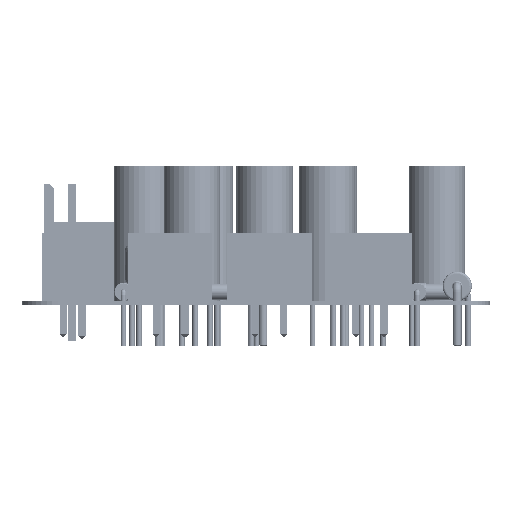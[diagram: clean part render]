
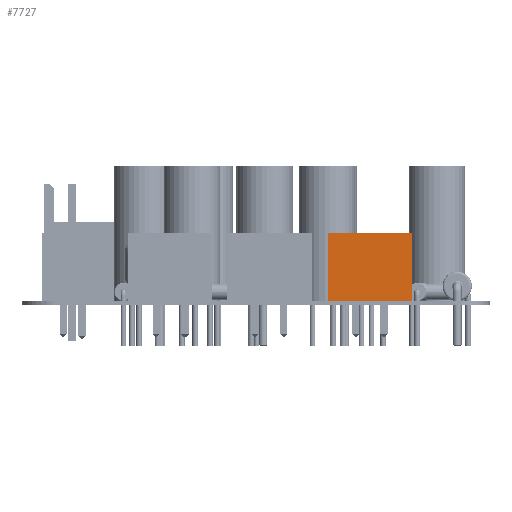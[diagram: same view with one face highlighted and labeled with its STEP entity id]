
A CAD part, left-side view. The second image highlights one B-rep face of the part: STEP entity #7727.
In plain terms, the highlighted face is planar.
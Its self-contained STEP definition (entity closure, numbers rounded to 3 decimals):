
#7566 = VERTEX_POINT('',#7567);
#7567 = CARTESIAN_POINT('',(-2.5,1.9,0.));
#7573 = EDGE_CURVE('',#7566,#7574,#7576,.T.);
#7574 = VERTEX_POINT('',#7575);
#7575 = CARTESIAN_POINT('',(-2.5,1.9,6.));
#7576 = LINE('',#7577,#7578);
#7577 = CARTESIAN_POINT('',(-2.5,1.9,0.));
#7578 = VECTOR('',#7579,1.);
#7579 = DIRECTION('',(0.,0.,1.));
#7650 = EDGE_CURVE('',#7574,#7651,#7653,.T.);
#7651 = VERTEX_POINT('',#7652);
#7652 = CARTESIAN_POINT('',(5.,1.9,6.));
#7653 = LINE('',#7654,#7655);
#7654 = CARTESIAN_POINT('',(-2.5,1.9,6.));
#7655 = VECTOR('',#7656,1.);
#7656 = DIRECTION('',(1.,0.,0.));
#7727 = ADVANCED_FACE('',(#7728),#7746,.T.);
#7728 = FACE_BOUND('',#7729,.T.);
#7729 = EDGE_LOOP('',(#7730,#7738,#7739,#7740));
#7730 = ORIENTED_EDGE('',*,*,#7731,.F.);
#7731 = EDGE_CURVE('',#7566,#7732,#7734,.T.);
#7732 = VERTEX_POINT('',#7733);
#7733 = CARTESIAN_POINT('',(5.,1.9,0.));
#7734 = LINE('',#7735,#7736);
#7735 = CARTESIAN_POINT('',(-2.5,1.9,0.));
#7736 = VECTOR('',#7737,1.);
#7737 = DIRECTION('',(1.,0.,0.));
#7738 = ORIENTED_EDGE('',*,*,#7573,.T.);
#7739 = ORIENTED_EDGE('',*,*,#7650,.T.);
#7740 = ORIENTED_EDGE('',*,*,#7741,.F.);
#7741 = EDGE_CURVE('',#7732,#7651,#7742,.T.);
#7742 = LINE('',#7743,#7744);
#7743 = CARTESIAN_POINT('',(5.,1.9,0.));
#7744 = VECTOR('',#7745,1.);
#7745 = DIRECTION('',(0.,0.,1.));
#7746 = PLANE('',#7747);
#7747 = AXIS2_PLACEMENT_3D('',#7748,#7749,#7750);
#7748 = CARTESIAN_POINT('',(-2.5,1.9,0.));
#7749 = DIRECTION('',(0.,1.,0.));
#7750 = DIRECTION('',(0.,-0.,1.));
